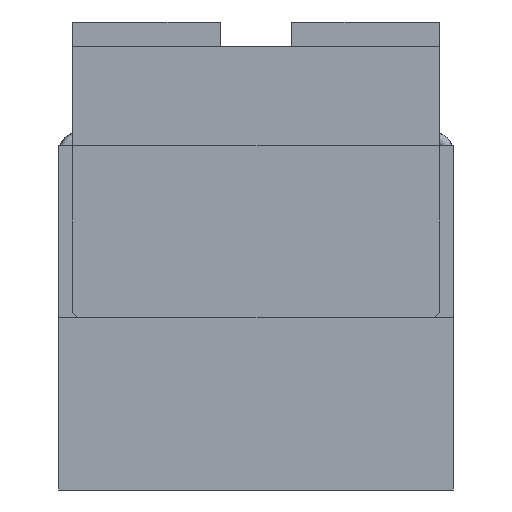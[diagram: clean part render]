
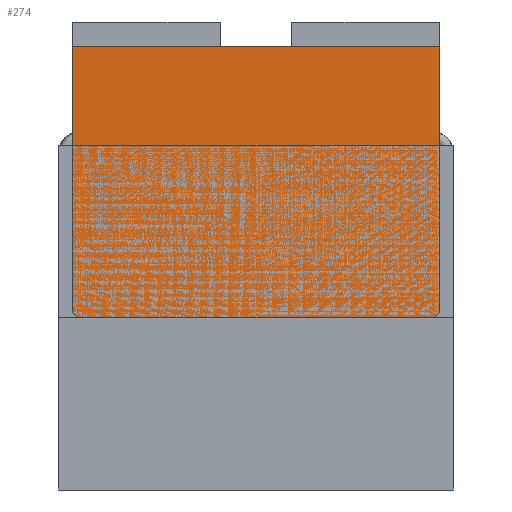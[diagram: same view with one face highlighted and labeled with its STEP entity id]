
A CAD part, left-side view. The second image highlights one B-rep face of the part: STEP entity #274.
In plain terms, the highlighted planar face has unit normal (-1, 0, 0).
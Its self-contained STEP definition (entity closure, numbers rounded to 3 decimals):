
#274 = ADVANCED_FACE( '', ( #534 ), #535, .F. );
#534 = FACE_OUTER_BOUND( '', #1494, .T. );
#535 = PLANE( '', #1495 );
#1494 = EDGE_LOOP( '', ( #2571, #2572, #2573, #2574, #2575, #2576 ) );
#1495 = AXIS2_PLACEMENT_3D( '', #2577, #2578, #2579 );
#2571 = ORIENTED_EDGE( '', *, *, #3005, .T. );
#2572 = ORIENTED_EDGE( '', *, *, #2983, .T. );
#2573 = ORIENTED_EDGE( '', *, *, #2996, .F. );
#2574 = ORIENTED_EDGE( '', *, *, #2995, .F. );
#2575 = ORIENTED_EDGE( '', *, *, #3006, .T. );
#2576 = ORIENTED_EDGE( '', *, *, #3007, .T. );
#2577 = CARTESIAN_POINT( '', ( -1.6, 0.745, 0.7 ) );
#2578 = DIRECTION( '', ( 1., 0., 0. ) );
#2579 = DIRECTION( '', ( 0., 0., -1. ) );
#2983 = EDGE_CURVE( '', #3181, #3182, #3183, .F. );
#2995 = EDGE_CURVE( '', #3203, #3201, #3205, .T. );
#2996 = EDGE_CURVE( '', #3201, #3182, #3206, .T. );
#3005 = EDGE_CURVE( '', #3221, #3181, #3222, .T. );
#3006 = EDGE_CURVE( '', #3203, #3223, #3224, .T. );
#3007 = EDGE_CURVE( '', #3223, #3221, #3225, .F. );
#3181 = VERTEX_POINT( '', #3445 );
#3182 = VERTEX_POINT( '', #3446 );
#3183 = CIRCLE( '', #3447, 0.03 );
#3201 = VERTEX_POINT( '', #3471 );
#3203 = VERTEX_POINT( '', #3474 );
#3205 = LINE( '', #3477, #3478 );
#3206 = LINE( '', #3479, #3480 );
#3221 = VERTEX_POINT( '', #3502 );
#3222 = LINE( '', #3503, #3504 );
#3223 = VERTEX_POINT( '', #3505 );
#3224 = LINE( '', #3506, #3507 );
#3225 = CIRCLE( '', #3508, 0.03 );
#3445 = CARTESIAN_POINT( '', ( -1.6, -0.715, 0. ) );
#3446 = CARTESIAN_POINT( '', ( -1.6, -0.745, 0.03 ) );
#3447 = AXIS2_PLACEMENT_3D( '', #3795, #3796, #3797 );
#3471 = CARTESIAN_POINT( '', ( -1.6, -0.745, 1.1 ) );
#3474 = CARTESIAN_POINT( '', ( -1.6, 0.745, 1.1 ) );
#3477 = CARTESIAN_POINT( '', ( -1.6, 0.745, 1.1 ) );
#3478 = VECTOR( '', #3815, 1000. );
#3479 = CARTESIAN_POINT( '', ( -1.6, -0.745, 0.7 ) );
#3480 = VECTOR( '', #3816, 1000. );
#3502 = CARTESIAN_POINT( '', ( -1.6, 0.715, 0. ) );
#3503 = CARTESIAN_POINT( '', ( -1.6, 0.745, 0. ) );
#3504 = VECTOR( '', #3827, 1000. );
#3505 = CARTESIAN_POINT( '', ( -1.6, 0.745, 0.03 ) );
#3506 = CARTESIAN_POINT( '', ( -1.6, 0.745, 0.7 ) );
#3507 = VECTOR( '', #3828, 1000. );
#3508 = AXIS2_PLACEMENT_3D( '', #3829, #3830, #3831 );
#3795 = CARTESIAN_POINT( '', ( -1.6, -0.715, 0.03 ) );
#3796 = DIRECTION( '', ( 1., 0., 0. ) );
#3797 = DIRECTION( '', ( 0., 0., -1. ) );
#3815 = DIRECTION( '', ( 0., -1., 0. ) );
#3816 = DIRECTION( '', ( 0., 0., -1. ) );
#3827 = DIRECTION( '', ( 0., -1., 0. ) );
#3828 = DIRECTION( '', ( 0., 0., -1. ) );
#3829 = CARTESIAN_POINT( '', ( -1.6, 0.715, 0.03 ) );
#3830 = DIRECTION( '', ( 1., 0., 0. ) );
#3831 = DIRECTION( '', ( 0., 0., -1. ) );
